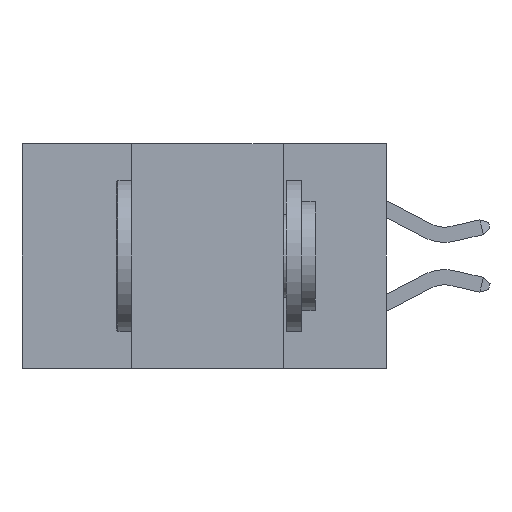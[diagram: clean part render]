
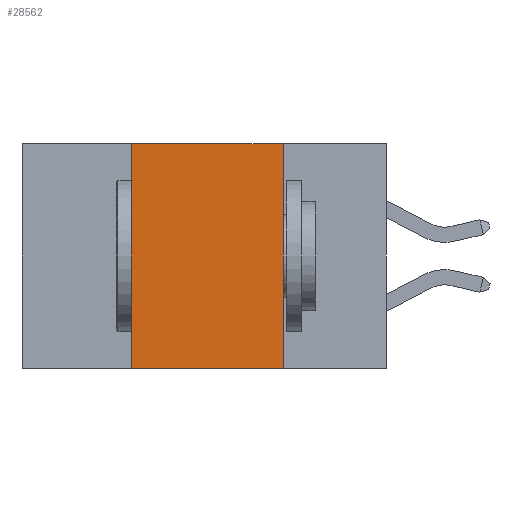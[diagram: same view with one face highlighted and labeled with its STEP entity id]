
A CAD part, left-side view. The second image highlights one B-rep face of the part: STEP entity #28562.
In plain terms, the highlighted planar face has unit normal (-1, 0, 0).
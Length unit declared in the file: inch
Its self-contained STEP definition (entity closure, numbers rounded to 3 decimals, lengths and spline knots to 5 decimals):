
#132 = ORIENTED_EDGE ( 'NONE', *, *, #25372, .T. ) ;
#1424 = PLANE ( 'NONE',  #22419 ) ;
#1537 = CARTESIAN_POINT ( 'NONE',  ( 0., 0.6, 0. ) ) ;
#4507 = LINE ( 'NONE', #14786, #9460 ) ;
#5757 = FACE_OUTER_BOUND ( 'NONE', #13781, .T. ) ;
#5789 = LINE ( 'NONE', #26277, #18039 ) ;
#6187 = CARTESIAN_POINT ( 'NONE',  ( 0., 0.17, -0.37 ) ) ;
#6570 = EDGE_CURVE ( 'NONE', #30128, #31192, #4507, .T. ) ;
#8527 = EDGE_CURVE ( 'NONE', #20720, #30128, #18908, .T. ) ;
#9460 = VECTOR ( 'NONE', #22474, 39.37008 ) ;
#10882 = CARTESIAN_POINT ( 'NONE',  ( 0., 0.42, 0. ) ) ;
#10905 = CARTESIAN_POINT ( 'NONE',  ( 0., 0.17, 0. ) ) ;
#11379 = DIRECTION ( 'NONE',  ( 0., 0., -1. ) ) ;
#12834 = ORIENTED_EDGE ( 'NONE', *, *, #6570, .F. ) ;
#13781 = EDGE_LOOP ( 'NONE', ( #24062, #12834, #22430, #132 ) ) ;
#14553 = CARTESIAN_POINT ( 'NONE',  ( 0., 0.6, -0.37 ) ) ;
#14653 = DIRECTION ( 'NONE',  ( 0., -1., 0. ) ) ;
#14786 = CARTESIAN_POINT ( 'NONE',  ( 0., 0.6, 0. ) ) ;
#15204 = VECTOR ( 'NONE', #14653, 39.37008 ) ;
#17776 = VECTOR ( 'NONE', #23089, 39.37008 ) ;
#18039 = VECTOR ( 'NONE', #25972, 39.37008 ) ;
#18908 = LINE ( 'NONE', #20615, #17776 ) ;
#20615 = CARTESIAN_POINT ( 'NONE',  ( 0., 0.42, 0. ) ) ;
#20720 = VERTEX_POINT ( 'NONE', #30276 ) ;
#22391 = EDGE_CURVE ( 'NONE', #31192, #29717, #5789, .T. ) ;
#22419 = AXIS2_PLACEMENT_3D ( 'NONE', #1537, #23357, #11379 ) ;
#22430 = ORIENTED_EDGE ( 'NONE', *, *, #8527, .F. ) ;
#22474 = DIRECTION ( 'NONE',  ( 0., -1., 0. ) ) ;
#23089 = DIRECTION ( 'NONE',  ( 0., 0., 1. ) ) ;
#23357 = DIRECTION ( 'NONE',  ( 1., 0., 0. ) ) ;
#24062 = ORIENTED_EDGE ( 'NONE', *, *, #22391, .F. ) ;
#24347 = LINE ( 'NONE', #14553, #15204 ) ;
#25372 = EDGE_CURVE ( 'NONE', #20720, #29717, #24347, .T. ) ;
#25972 = DIRECTION ( 'NONE',  ( 0., 0., -1. ) ) ;
#26277 = CARTESIAN_POINT ( 'NONE',  ( 0., 0.17, 0. ) ) ;
#28562 = ADVANCED_FACE ( 'NONE', ( #5757 ), #1424, .F. ) ;
#29717 = VERTEX_POINT ( 'NONE', #6187 ) ;
#30128 = VERTEX_POINT ( 'NONE', #10882 ) ;
#30276 = CARTESIAN_POINT ( 'NONE',  ( 0., 0.42, -0.37 ) ) ;
#31192 = VERTEX_POINT ( 'NONE', #10905 ) ;
